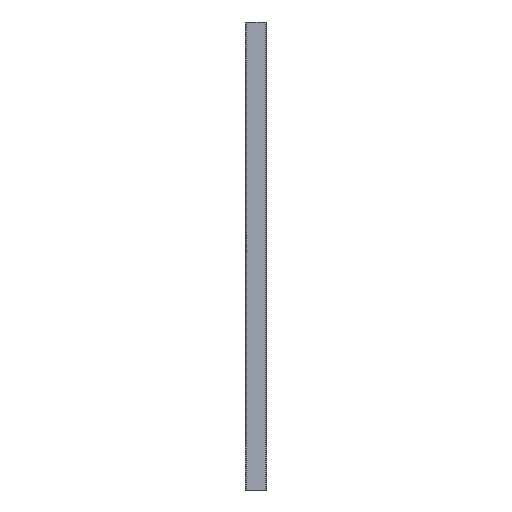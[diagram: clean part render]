
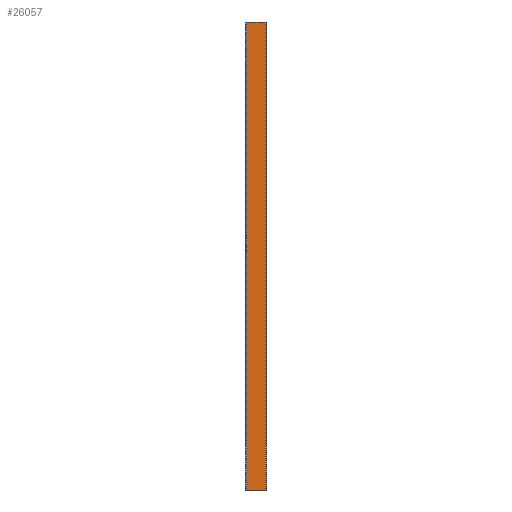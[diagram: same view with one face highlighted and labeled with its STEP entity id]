
A CAD part, front view. The second image highlights one B-rep face of the part: STEP entity #26057.
In plain terms, the highlighted planar face has unit normal (0, -1, 0).
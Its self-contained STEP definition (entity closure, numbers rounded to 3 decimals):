
#2218 = LINE ( 'NONE', #8579, #21379 ) ;
#2826 = EDGE_LOOP ( 'NONE', ( #28895, #12600, #11988, #32377 ) ) ;
#3702 = DIRECTION ( 'NONE',  ( 1., 0., 0. ) ) ;
#3856 = VECTOR ( 'NONE', #3702, 1000. ) ;
#5680 = EDGE_CURVE ( 'NONE', #34652, #31229, #36851, .T. ) ;
#6761 = EDGE_CURVE ( 'NONE', #31229, #13906, #32954, .T. ) ;
#6777 = VECTOR ( 'NONE', #30988, 1000. ) ;
#6787 = CARTESIAN_POINT ( 'NONE',  ( -19.5, 0., 0. ) ) ;
#8194 = CARTESIAN_POINT ( 'NONE',  ( 0., 0., 1000. ) ) ;
#8579 = CARTESIAN_POINT ( 'NONE',  ( 19.5, 0., 1000. ) ) ;
#11988 = ORIENTED_EDGE ( 'NONE', *, *, #6761, .T. ) ;
#12600 = ORIENTED_EDGE ( 'NONE', *, *, #5680, .T. ) ;
#13906 = VERTEX_POINT ( 'NONE', #25871 ) ;
#15993 = DIRECTION ( 'NONE',  ( 1., 0., 0. ) ) ;
#19143 = CARTESIAN_POINT ( 'NONE',  ( -19.5, 0., 1000. ) ) ;
#19611 = DIRECTION ( 'NONE',  ( 0., 1., 0. ) ) ;
#20002 = DIRECTION ( 'NONE',  ( -1., 0., 0. ) ) ;
#20934 = AXIS2_PLACEMENT_3D ( 'NONE', #8194, #19611, #20002 ) ;
#21379 = VECTOR ( 'NONE', #28554, 1000. ) ;
#21634 = EDGE_CURVE ( 'NONE', #34652, #34455, #32868, .T. ) ;
#22530 = FACE_OUTER_BOUND ( 'NONE', #2826, .T. ) ;
#24605 = CARTESIAN_POINT ( 'NONE',  ( 0., 0., 0. ) ) ;
#25470 = CARTESIAN_POINT ( 'NONE',  ( -19.5, 0., 1000. ) ) ;
#25871 = CARTESIAN_POINT ( 'NONE',  ( 19.5, 0., 0. ) ) ;
#26021 = PLANE ( 'NONE',  #20934 ) ;
#26057 = ADVANCED_FACE ( 'NONE', ( #22530 ), #26021, .F. ) ;
#26206 = VECTOR ( 'NONE', #15993, 1000. ) ;
#26311 = CARTESIAN_POINT ( 'NONE',  ( 19.5, 0., 1000. ) ) ;
#28554 = DIRECTION ( 'NONE',  ( 0., 0., -1. ) ) ;
#28895 = ORIENTED_EDGE ( 'NONE', *, *, #21634, .F. ) ;
#30988 = DIRECTION ( 'NONE',  ( 0., 0., -1. ) ) ;
#31229 = VERTEX_POINT ( 'NONE', #6787 ) ;
#32338 = EDGE_CURVE ( 'NONE', #34455, #13906, #2218, .T. ) ;
#32377 = ORIENTED_EDGE ( 'NONE', *, *, #32338, .F. ) ;
#32868 = LINE ( 'NONE', #33647, #26206 ) ;
#32954 = LINE ( 'NONE', #24605, #3856 ) ;
#33647 = CARTESIAN_POINT ( 'NONE',  ( 0., 0., 1000. ) ) ;
#34455 = VERTEX_POINT ( 'NONE', #26311 ) ;
#34652 = VERTEX_POINT ( 'NONE', #25470 ) ;
#36851 = LINE ( 'NONE', #19143, #6777 ) ;
